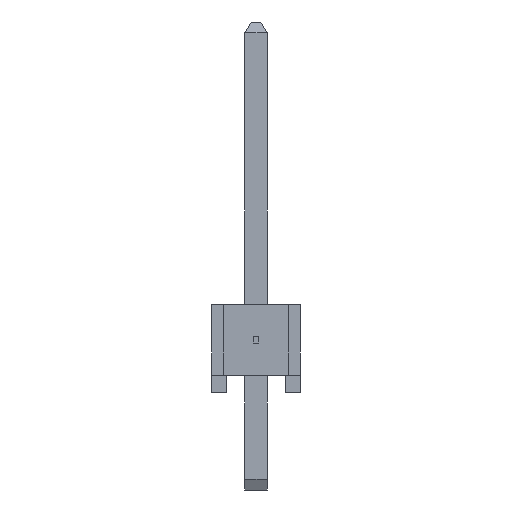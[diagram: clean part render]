
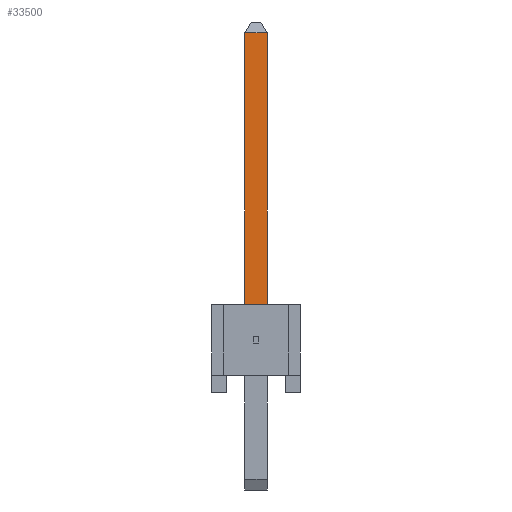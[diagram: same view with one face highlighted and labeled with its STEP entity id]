
A CAD part, left-side view. The second image highlights one B-rep face of the part: STEP entity #33500.
In plain terms, the highlighted planar face has unit normal (-1, 0, 0).
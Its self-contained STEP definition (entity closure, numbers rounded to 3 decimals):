
#33500 = ADVANCED_FACE('',(#33501),#33535,.F.);
#33501 = FACE_BOUND('',#33502,.T.);
#33502 = EDGE_LOOP('',(#33503,#33513,#33521,#33529));
#33503 = ORIENTED_EDGE('',*,*,#33504,.T.);
#33504 = EDGE_CURVE('',#33505,#33507,#33509,.T.);
#33505 = VERTEX_POINT('',#33506);
#33506 = CARTESIAN_POINT('',(-33.338,13.157,0.318));
#33507 = VERTEX_POINT('',#33508);
#33508 = CARTESIAN_POINT('',(-33.338,13.157,-0.318));
#33509 = LINE('',#33510,#33511);
#33510 = CARTESIAN_POINT('',(-33.338,13.157,2.54));
#33511 = VECTOR('',#33512,1.);
#33512 = DIRECTION('',(0.,0.,-1.));
#33513 = ORIENTED_EDGE('',*,*,#33514,.T.);
#33514 = EDGE_CURVE('',#33507,#33515,#33517,.T.);
#33515 = VERTEX_POINT('',#33516);
#33516 = CARTESIAN_POINT('',(-33.338,4.191,-0.318));
#33517 = LINE('',#33518,#33519);
#33518 = CARTESIAN_POINT('',(-33.338,13.462,-0.318));
#33519 = VECTOR('',#33520,1.);
#33520 = DIRECTION('',(0.,-1.,0.));
#33521 = ORIENTED_EDGE('',*,*,#33522,.F.);
#33522 = EDGE_CURVE('',#33523,#33515,#33525,.T.);
#33523 = VERTEX_POINT('',#33524);
#33524 = CARTESIAN_POINT('',(-33.338,4.191,0.318));
#33525 = LINE('',#33526,#33527);
#33526 = CARTESIAN_POINT('',(-33.338,4.191,0.318));
#33527 = VECTOR('',#33528,1.);
#33528 = DIRECTION('',(0.,0.,-1.));
#33529 = ORIENTED_EDGE('',*,*,#33530,.F.);
#33530 = EDGE_CURVE('',#33505,#33523,#33531,.T.);
#33531 = LINE('',#33532,#33533);
#33532 = CARTESIAN_POINT('',(-33.338,13.462,0.318));
#33533 = VECTOR('',#33534,1.);
#33534 = DIRECTION('',(0.,-1.,0.));
#33535 = PLANE('',#33536);
#33536 = AXIS2_PLACEMENT_3D('',#33537,#33538,#33539);
#33537 = CARTESIAN_POINT('',(-33.338,13.462,0.318));
#33538 = DIRECTION('',(1.,0.,0.));
#33539 = DIRECTION('',(0.,0.,-1.));
